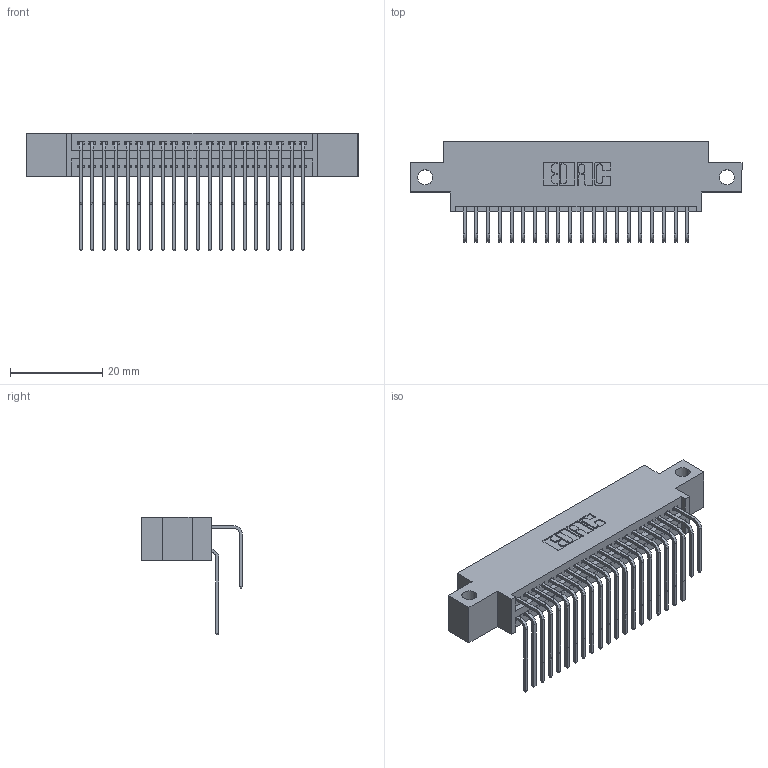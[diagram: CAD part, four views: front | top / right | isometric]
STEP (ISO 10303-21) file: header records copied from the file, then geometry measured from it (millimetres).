
FILE_DESCRIPTION (( 'STEP AP203' ), '1' );
FILE_NAME ('395-040-558-812.STEP', '2019-10-18T06:08:04', ( '' ), ( '' ), 'SwSTEP 2.0', 'SolidWorks 2016', '' );
FILE_SCHEMA (( 'CONFIG_CONTROL_DESIGN' ));
Length unit declared in the file: inch
Products named in the file (4): 345 Part_0.170 Offset - Side Mount; 345-292-001_558 559 Tail - 1; 345-292-001_558 Tail - 2; 395-040-558-812
Assembly tree (41 placements, depth 2):
  395-040-558-812
    345 Part_0.170 Offset - Side Mount
    345-292-001_558 559 Tail - 1  x20
    345-292-001_558 Tail - 2  x20
Bounding box: 72.01 x 21.83 x 25.53 mm (x, y, z)
Volume: 6820.9 mm3; surface area: 10749.2 mm2
Topology: 41 solids, 41 shells, 2210 faces, 6553 edges, 4314 vertices
Faces by surface type: plane 1484, cylinder 726
Entity records: 20441 total; most frequent: CARTESIAN_POINT 3495, ORIENTED_EDGE 3378, DIRECTION 3081, EDGE_CURVE 1689, LINE 1437, VECTOR 1437, VERTEX_POINT 1122, AXIS2_PLACEMENT_3D 822
